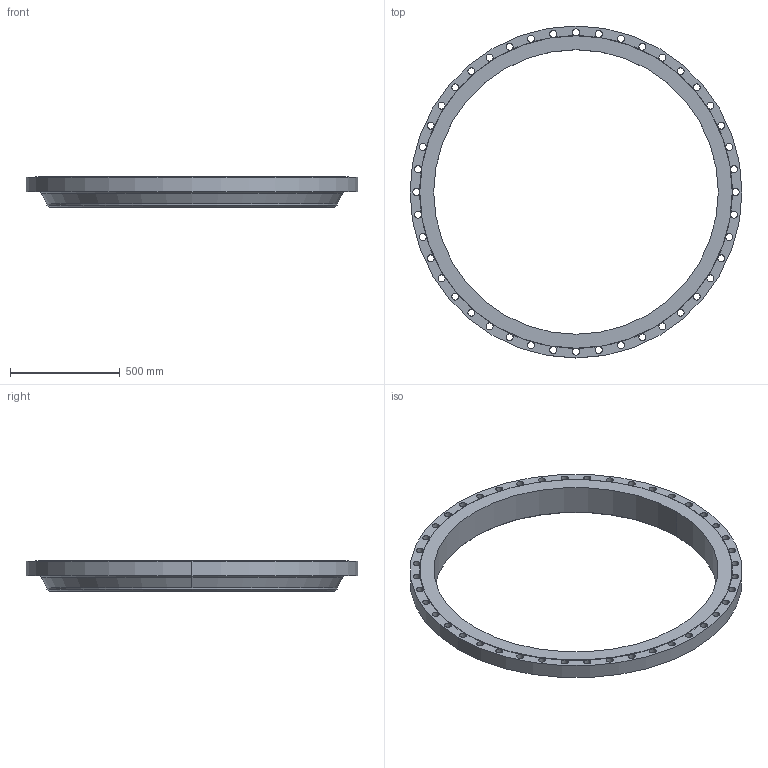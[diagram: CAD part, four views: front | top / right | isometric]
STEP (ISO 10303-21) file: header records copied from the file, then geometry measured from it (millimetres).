
FILE_DESCRIPTION (( 'STEP AP203' ), '1' );
FILE_NAME ('52_CL175_B161_RF_WNF_OB_XH.STEP', '2024-01-18T10:57:22', ( '' ), ( '' ), 'SwSTEP 2.0', 'SolidWorks 2023', '' );
FILE_SCHEMA (( 'CONFIG_CONTROL_DESIGN' ));
Length unit declared in the file: inch
Products named in the file (1): 52_CL175_B161_RF_WNF_OB_XH
Bounding box: 1511.3 x 1511.3 x 138.11 mm (x, y, z)
Volume: 36578084.1 mm3; surface area: 2234100.4 mm2
Topology: 1 solids, 1 shells, 106 faces, 384 edges, 238 vertices
Faces by surface type: cylinder 96, cone 4, plane 4, torus 2
Entity records: 4479 total; most frequent: DIRECTION 882, ORIENTED_EDGE 768, CARTESIAN_POINT 729, AXIS2_PLACEMENT_3D 391, EDGE_CURVE 384, CIRCLE 284, VERTEX_POINT 238, EDGE_LOOP 154
